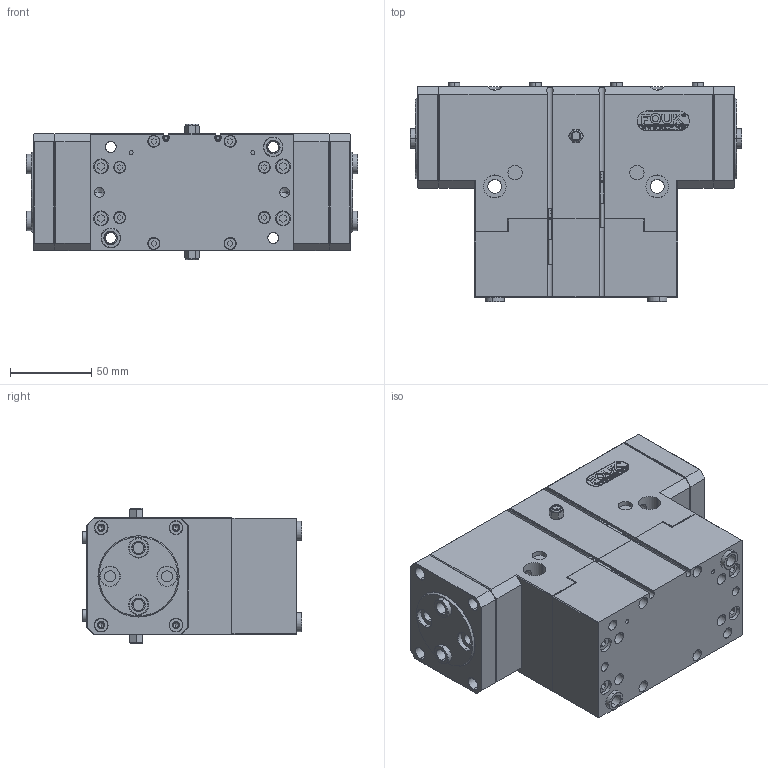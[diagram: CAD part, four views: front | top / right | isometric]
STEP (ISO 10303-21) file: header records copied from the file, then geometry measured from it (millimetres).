
FILE_DESCRIPTION (( 'STEP AP203' ), '1' );
FILE_NAME ('TRF72-NC.STEP', '2026-03-06T08:25:37', ( 'USER-' ), ( 'Microsoft' ), 'SwSTEP 2.0', 'SolidWorks 2018', '' );
FILE_SCHEMA (( 'CONFIG_CONTROL_DESIGN' ));
Length unit declared in the file: millimetre
Products named in the file (13): TRF72-M-01 喘倛褲极; 内六角薄圆柱头螺钉[GBT70_1-2008][M4×8]_M4×8; 内六角圆柱头螺钉[GBT70_1-2008][M5×40]_M5×40; 内六角圆柱头螺钉[GBT70_1-2008][M4×39]_M4×40; 32x12-R6; FR72-192-M-22B 晊扥极; TRF72-NC; ﾏ擎ﾗ12｡ﾁ8｡ﾁ6; TRF72-01 忒硌薊极; 棠羲換覜ん; TRF72-04 奻葡裔啣; BSLMM5; TRF72-02 耜猾极
Assembly tree (38 placements, depth 2):
  TRF72-NC
    TRF72-M-01 喘倛褲极
    TRF72-01 忒硌薊极  x2
    TRF72-02 耜猾极  x2
    TRF72-04 奻葡裔啣
    棠羲換覜ん  x2
    32x12-R6
    BSLMM5  x2
    ﾏ擎ﾗ12｡ﾁ8｡ﾁ6  x6
    内六角薄圆柱头螺钉[GBT70_1-2008][M4×8]_M4×8  x8
    FR72-192-M-22B 晊扥极
    内六角圆柱头螺钉[GBT70_1-2008][M4×39]_M4×40  x8
    内六角圆柱头螺钉[GBT70_1-2008][M5×40]_M5×40  x4
Bounding box: 204 x 135.2 x 83.5 mm (x, y, z)
Volume: 1204815.6 mm3; surface area: 224567 mm2
Topology: 38 solids, 38 shells, 1690 faces, 4143 edges, 2632 vertices
Faces by surface type: plane 721, cylinder 505, cone 222, bspline 154, torus 84, sphere 4
Entity records: 42713 total; most frequent: CARTESIAN_POINT 13160, ORIENTED_EDGE 5828, DIRECTION 5414, EDGE_CURVE 2914, VERTEX_POINT 1907, AXIS2_PLACEMENT_3D 1845, LINE 1724, VECTOR 1724
